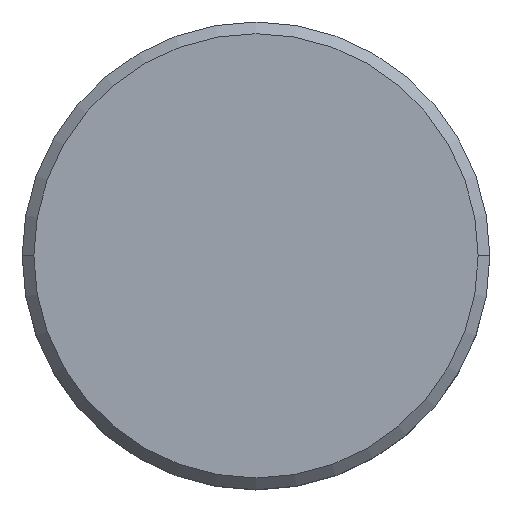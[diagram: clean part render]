
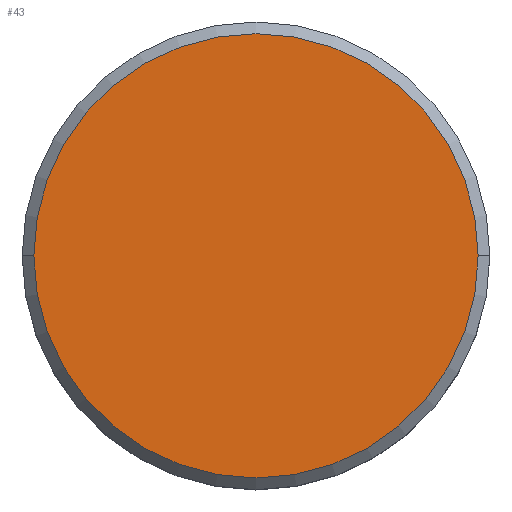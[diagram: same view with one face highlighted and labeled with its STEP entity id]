
A CAD part, top view. The second image highlights one B-rep face of the part: STEP entity #43.
In plain terms, the highlighted planar face has unit normal (0, 0, 1).
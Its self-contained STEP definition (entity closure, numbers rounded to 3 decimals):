
#4 = VERTEX_POINT ( 'NONE', #335 ) ;
#27 = FACE_OUTER_BOUND ( 'NONE', #422, .T. ) ;
#43 = ADVANCED_FACE ( 'NONE', ( #27 ), #170, .T. ) ;
#53 = DIRECTION ( 'NONE',  ( 1., 0., 0. ) ) ;
#65 = DIRECTION ( 'NONE',  ( 0., 0., 1. ) ) ;
#80 = AXIS2_PLACEMENT_3D ( 'NONE', #236, #65, #53 ) ;
#86 = EDGE_CURVE ( 'NONE', #4, #451, #444, .T. ) ;
#170 = PLANE ( 'NONE',  #80 ) ;
#182 = AXIS2_PLACEMENT_3D ( 'NONE', #196, #229, #233 ) ;
#184 = ORIENTED_EDGE ( 'NONE', *, *, #86, .T. ) ;
#196 = CARTESIAN_POINT ( 'NONE',  ( 0., 0., 0. ) ) ;
#211 = DIRECTION ( 'NONE',  ( 1., 0., 0. ) ) ;
#218 = CIRCLE ( 'NONE', #255, 9.5 ) ;
#229 = DIRECTION ( 'NONE',  ( 0., 0., 1. ) ) ;
#233 = DIRECTION ( 'NONE',  ( 1., 0., 0. ) ) ;
#236 = CARTESIAN_POINT ( 'NONE',  ( 0., 0., 0. ) ) ;
#244 = EDGE_CURVE ( 'NONE', #451, #4, #218, .T. ) ;
#255 = AXIS2_PLACEMENT_3D ( 'NONE', #275, #391, #211 ) ;
#275 = CARTESIAN_POINT ( 'NONE',  ( 0., 0., 0. ) ) ;
#334 = CARTESIAN_POINT ( 'NONE',  ( 9.5, 0., 0. ) ) ;
#335 = CARTESIAN_POINT ( 'NONE',  ( -9.5, 0., 0. ) ) ;
#361 = ORIENTED_EDGE ( 'NONE', *, *, #244, .T. ) ;
#391 = DIRECTION ( 'NONE',  ( 0., 0., 1. ) ) ;
#422 = EDGE_LOOP ( 'NONE', ( #184, #361 ) ) ;
#444 = CIRCLE ( 'NONE', #182, 9.5 ) ;
#451 = VERTEX_POINT ( 'NONE', #334 ) ;
